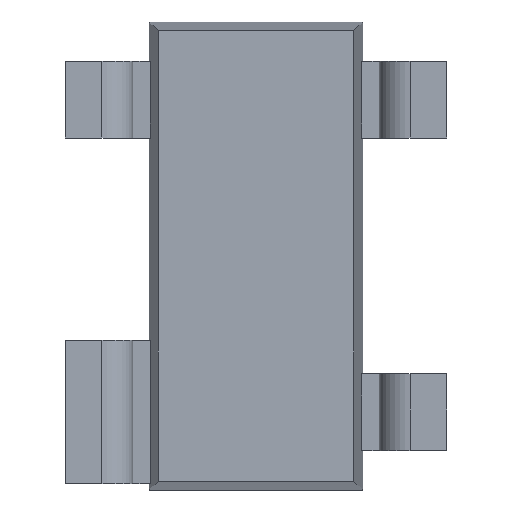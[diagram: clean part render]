
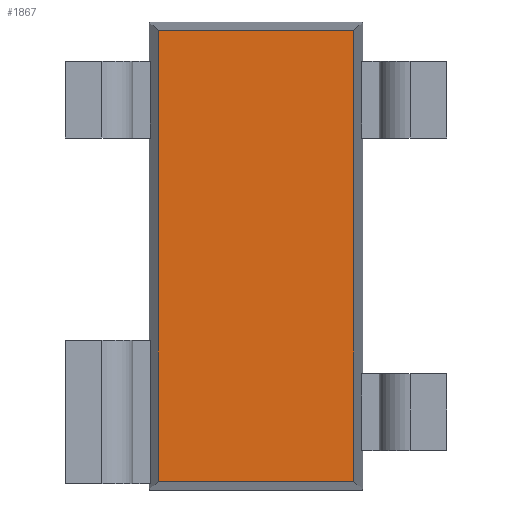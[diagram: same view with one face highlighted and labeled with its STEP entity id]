
A CAD part, top view. The second image highlights one B-rep face of the part: STEP entity #1867.
In plain terms, the highlighted planar face has unit normal (0, 0, 1).
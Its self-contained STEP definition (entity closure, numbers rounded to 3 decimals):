
#661=DIRECTION('',(0.,-1.,0.));
#662=VECTOR('',#661,2.929);
#663=CARTESIAN_POINT('',(0.634,1.465,0.74));
#664=LINE('',#663,#662);
#665=DIRECTION('',(0.,-1.,0.));
#666=VECTOR('',#665,2.929);
#667=CARTESIAN_POINT('',(-0.634,1.465,
0.74));
#668=LINE('',#667,#666);
#669=DIRECTION('',(1.,0.,0.));
#670=VECTOR('',#669,1.268);
#671=CARTESIAN_POINT('',(-0.634,1.465,
0.74));
#672=LINE('',#671,#670);
#681=DIRECTION('',(1.,0.,0.));
#682=VECTOR('',#681,1.268);
#683=CARTESIAN_POINT('',(-0.634,-1.465,
0.74));
#684=LINE('',#683,#682);
#734=CARTESIAN_POINT('',(0.634,1.465,0.74));
#736=VERTEX_POINT('',#734);
#737=CARTESIAN_POINT('',(0.634,-1.465,
0.74));
#738=VERTEX_POINT('',#737);
#747=CARTESIAN_POINT('',(-0.634,1.465,
0.74));
#748=VERTEX_POINT('',#747);
#749=CARTESIAN_POINT('',(-0.634,-1.465,
0.74));
#750=VERTEX_POINT('',#749);
#1855=CARTESIAN_POINT('',(-0.695,1.465,0.74));
#1856=DIRECTION('',(0.,0.,1.));
#1857=DIRECTION('',(0.,-1.,0.));
#1858=AXIS2_PLACEMENT_3D('',#1855,#1856,#1857);
#1859=PLANE('',#1858);
#1860=ORIENTED_EDGE('',*,*,#1589,.T.);
#1862=ORIENTED_EDGE('',*,*,#1861,.F.);
#1863=ORIENTED_EDGE('',*,*,#1096,.F.);
#1864=ORIENTED_EDGE('',*,*,#1845,.T.);
#1865=EDGE_LOOP('',(#1860,#1862,#1863,#1864));
#1866=FACE_OUTER_BOUND('',#1865,.F.);
#1096=EDGE_CURVE('',#748,#750,#668,.T.);
#1589=EDGE_CURVE('',#736,#738,#664,.T.);
#1845=EDGE_CURVE('',#748,#736,#672,.T.);
#1861=EDGE_CURVE('',#750,#738,#684,.T.);
#1867=ADVANCED_FACE('',(#1866),#1859,.T.);
